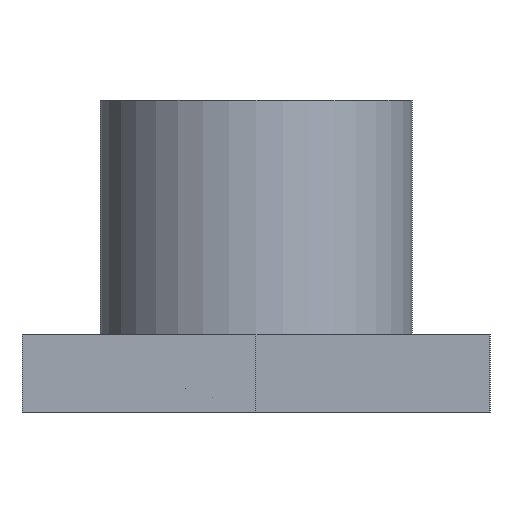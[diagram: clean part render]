
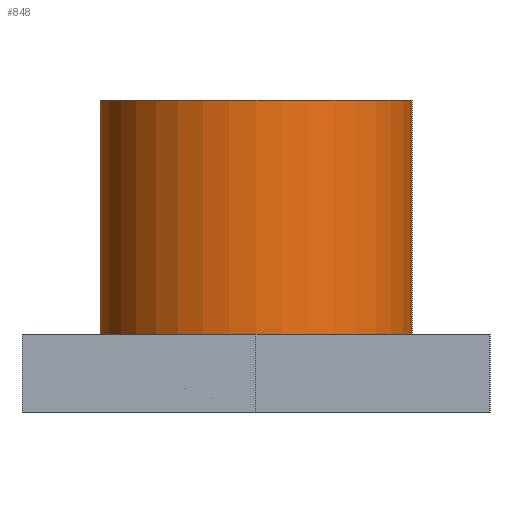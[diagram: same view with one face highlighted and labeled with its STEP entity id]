
A CAD part, left-side view. The second image highlights one B-rep face of the part: STEP entity #848.
In plain terms, the highlighted cylindrical face has radius 10 mm (diameter 20 mm), a full revolution.
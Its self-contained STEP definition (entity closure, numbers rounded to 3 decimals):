
#72 = PLANE('',#73);
#73 = AXIS2_PLACEMENT_3D('',#74,#75,#76);
#74 = CARTESIAN_POINT('',(0.,0.,5.));
#75 = DIRECTION('',(0.,0.,1.));
#76 = DIRECTION('',(1.,0.,-0.));
#603 = EDGE_CURVE('',#604,#604,#606,.T.);
#604 = VERTEX_POINT('',#605);
#605 = CARTESIAN_POINT('',(10.,0.,5.));
#606 = SURFACE_CURVE('',#607,(#612,#619),.PCURVE_S1.);
#607 = CIRCLE('',#608,10.);
#608 = AXIS2_PLACEMENT_3D('',#609,#610,#611);
#609 = CARTESIAN_POINT('',(0.,0.,5.));
#610 = DIRECTION('',(0.,0.,1.));
#611 = DIRECTION('',(1.,0.,0.));
#612 = PCURVE('',#72,#613);
#613 = DEFINITIONAL_REPRESENTATION('',(#614),#618);
#614 = CIRCLE('',#615,10.);
#615 = AXIS2_PLACEMENT_2D('',#616,#617);
#616 = CARTESIAN_POINT('',(0.,0.));
#617 = DIRECTION('',(1.,0.));
#618 = ( GEOMETRIC_REPRESENTATION_CONTEXT(2) 
PARAMETRIC_REPRESENTATION_CONTEXT() REPRESENTATION_CONTEXT('2D SPACE',''
  ) );
#619 = PCURVE('',#620,#625);
#620 = CYLINDRICAL_SURFACE('',#621,10.);
#621 = AXIS2_PLACEMENT_3D('',#622,#623,#624);
#622 = CARTESIAN_POINT('',(0.,0.,5.));
#623 = DIRECTION('',(-0.,-0.,-1.));
#624 = DIRECTION('',(1.,0.,0.));
#625 = DEFINITIONAL_REPRESENTATION('',(#626),#630);
#626 = LINE('',#627,#628);
#627 = CARTESIAN_POINT('',(-0.,0.));
#628 = VECTOR('',#629,1.);
#629 = DIRECTION('',(-1.,0.));
#630 = ( GEOMETRIC_REPRESENTATION_CONTEXT(2) 
PARAMETRIC_REPRESENTATION_CONTEXT() REPRESENTATION_CONTEXT('2D SPACE',''
  ) );
#798 = PLANE('',#799);
#799 = AXIS2_PLACEMENT_3D('',#800,#801,#802);
#800 = CARTESIAN_POINT('',(0.,0.,20.));
#801 = DIRECTION('',(0.,0.,1.));
#802 = DIRECTION('',(1.,0.,-0.));
#848 = ADVANCED_FACE('',(#849),#620,.T.);
#849 = FACE_BOUND('',#850,.F.);
#850 = EDGE_LOOP('',(#851,#874,#896,#897));
#851 = ORIENTED_EDGE('',*,*,#852,.T.);
#852 = EDGE_CURVE('',#604,#853,#855,.T.);
#853 = VERTEX_POINT('',#854);
#854 = CARTESIAN_POINT('',(10.,0.,20.));
#855 = SEAM_CURVE('',#856,(#860,#867),.PCURVE_S1.);
#856 = LINE('',#857,#858);
#857 = CARTESIAN_POINT('',(10.,0.,5.));
#858 = VECTOR('',#859,1.);
#859 = DIRECTION('',(0.,0.,1.));
#860 = PCURVE('',#620,#861);
#861 = DEFINITIONAL_REPRESENTATION('',(#862),#866);
#862 = LINE('',#863,#864);
#863 = CARTESIAN_POINT('',(-0.,0.));
#864 = VECTOR('',#865,1.);
#865 = DIRECTION('',(-0.,-1.));
#866 = ( GEOMETRIC_REPRESENTATION_CONTEXT(2) 
PARAMETRIC_REPRESENTATION_CONTEXT() REPRESENTATION_CONTEXT('2D SPACE',''
  ) );
#867 = PCURVE('',#620,#868);
#868 = DEFINITIONAL_REPRESENTATION('',(#869),#873);
#869 = LINE('',#870,#871);
#870 = CARTESIAN_POINT('',(-6.283,0.));
#871 = VECTOR('',#872,1.);
#872 = DIRECTION('',(-0.,-1.));
#873 = ( GEOMETRIC_REPRESENTATION_CONTEXT(2) 
PARAMETRIC_REPRESENTATION_CONTEXT() REPRESENTATION_CONTEXT('2D SPACE',''
  ) );
#874 = ORIENTED_EDGE('',*,*,#875,.T.);
#875 = EDGE_CURVE('',#853,#853,#876,.T.);
#876 = SURFACE_CURVE('',#877,(#882,#889),.PCURVE_S1.);
#877 = CIRCLE('',#878,10.);
#878 = AXIS2_PLACEMENT_3D('',#879,#880,#881);
#879 = CARTESIAN_POINT('',(0.,0.,20.));
#880 = DIRECTION('',(0.,0.,1.));
#881 = DIRECTION('',(1.,0.,0.));
#882 = PCURVE('',#620,#883);
#883 = DEFINITIONAL_REPRESENTATION('',(#884),#888);
#884 = LINE('',#885,#886);
#885 = CARTESIAN_POINT('',(-0.,-15.));
#886 = VECTOR('',#887,1.);
#887 = DIRECTION('',(-1.,0.));
#888 = ( GEOMETRIC_REPRESENTATION_CONTEXT(2) 
PARAMETRIC_REPRESENTATION_CONTEXT() REPRESENTATION_CONTEXT('2D SPACE',''
  ) );
#889 = PCURVE('',#798,#890);
#890 = DEFINITIONAL_REPRESENTATION('',(#891),#895);
#891 = CIRCLE('',#892,10.);
#892 = AXIS2_PLACEMENT_2D('',#893,#894);
#893 = CARTESIAN_POINT('',(0.,0.));
#894 = DIRECTION('',(1.,0.));
#895 = ( GEOMETRIC_REPRESENTATION_CONTEXT(2) 
PARAMETRIC_REPRESENTATION_CONTEXT() REPRESENTATION_CONTEXT('2D SPACE',''
  ) );
#896 = ORIENTED_EDGE('',*,*,#852,.F.);
#897 = ORIENTED_EDGE('',*,*,#603,.F.);
